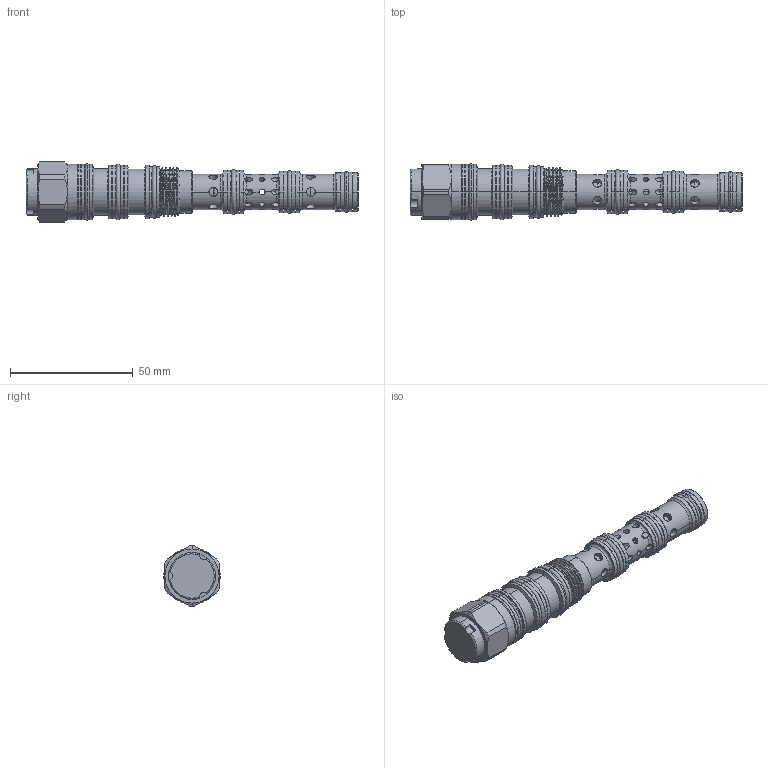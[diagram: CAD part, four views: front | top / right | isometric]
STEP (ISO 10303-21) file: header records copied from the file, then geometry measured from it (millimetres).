
FILE_DESCRIPTION (( 'STEP AP203' ), '1' );
FILE_NAME ('DC61A6E23N.STEP', '2022-06-17T03:18:16', ( '' ), ( '' ), 'SwSTEP 2.0', 'SolidWorks 2018', '' );
FILE_SCHEMA (( 'CONFIG_CONTROL_DESIGN' ));
Length unit declared in the file: millimetre
Products named in the file (1): DC61A6E23N
Bounding box: 135.04 x 22.98 x 24.6 mm (x, y, z)
Volume: 32450.6 mm3; surface area: 15414.4 mm2
Topology: 5 solids, 7 shells, 437 faces, 1100 edges, 678 vertices
Faces by surface type: cylinder 285, plane 75, cone 39, torus 36, bspline 2
Entity records: 17350 total; most frequent: CARTESIAN_POINT 7002, ORIENTED_EDGE 2200, DIRECTION 2098, EDGE_CURVE 1100, AXIS2_PLACEMENT_3D 896, VERTEX_POINT 678, EDGE_LOOP 522, CIRCLE 460
